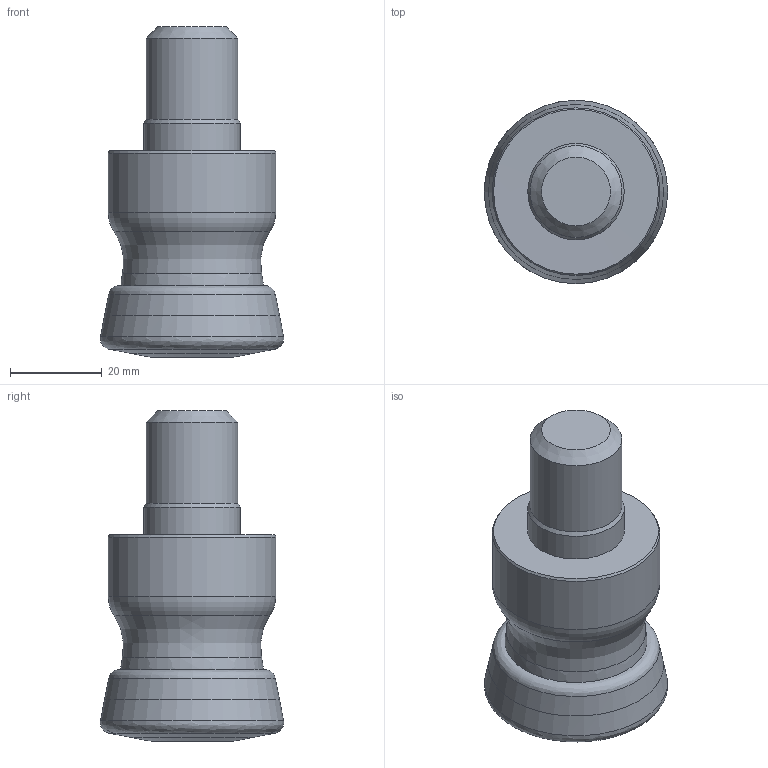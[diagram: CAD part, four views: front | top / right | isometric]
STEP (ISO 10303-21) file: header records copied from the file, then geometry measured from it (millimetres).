
FILE_DESCRIPTION(/* description */ (''),/* implementation_level */ '2;1');
FILE_NAME(/* name */ 'A2426465-3D_f_stp.stp',/* time_stamp */ '2022-04-29T10:48:07+05:00',/* author */ (''),/* organization */ (''),/* preprocessor_version */ 'ST-DEVELOPER v16.7',/* originating_system */ 'SIEMENS PLM Software NX 12.0',/* authorisation */ '');
FILE_SCHEMA (('AUTOMOTIVE_DESIGN { 1 0 10303 214 3 1 1 1 }'));
Length unit declared in the file: millimetre
Products named in the file (4): CUT; NOCUT; ASSEMBLY_CONSTRUCTION; inpu4158CB4D2z1j
Assembly tree (3 placements, depth 2):
  inpu4158CB4D2z1j
    ASSEMBLY_CONSTRUCTION
    NOCUT
    CUT
Bounding box: 39.95 x 39.87 x 72 mm (x, y, z)
Volume: 64252.5 mm3; surface area: 12575 mm2
Topology: 2 solids, 2 shells, 35 faces, 96 edges, 85 vertices
Faces by surface type: revolution 12, torus 8, cone 7, plane 3, cylinder 3, bspline 2
Full cylindrical faces by diameter (mm): 20 x1, 20.994 x1, 36.5 x1
Entity records: 1153 total; most frequent: CARTESIAN_POINT 300, DIRECTION 152, EDGE_LOOP 68, ORIENTED_EDGE 68, AXIS2_PLACEMENT_3D 68, FACE_BOUND 66, ADVANCED_FACE 35, CIRCLE 35
